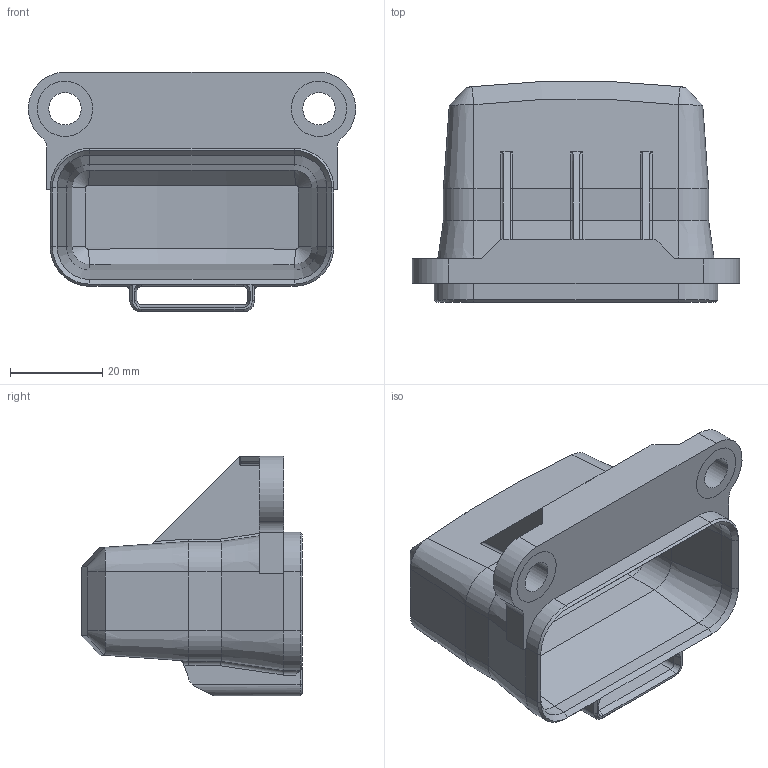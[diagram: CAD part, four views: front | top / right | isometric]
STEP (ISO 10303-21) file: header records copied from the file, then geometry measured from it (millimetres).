
FILE_DESCRIPTION((''),'2;1');
FILE_NAME('FRH-A12-CD-1_SALES_REVX1','2020-10-13T14:52:31',('20077268'),(''),'CREO PARAMETRIC BY PTC INC, 2017110','CREO PARAMETRIC BY PTC INC, 2017110','');
FILE_SCHEMA(('CONFIG_CONTROL_DESIGN'));
Length unit declared in the file: millimetre
Products named in the file (1): FRH-A12-CD-1_SALES_REVX1
Bounding box: 70.83 x 47.79 x 51.89 mm (x, y, z)
Volume: 17788.8 mm3; surface area: 22396.6 mm2
Topology: 1 solids, 1 shells, 362 faces, 861 edges, 490 vertices
Faces by surface type: plane 135, cylinder 133, cone 30, torus 30, sphere 19, bspline 15
Entity records: 11327 total; most frequent: CARTESIAN_POINT 3287, ORIENTED_EDGE 1696, DIRECTION 1603, EDGE_CURVE 848, AXIS2_PLACEMENT_3D 555, VECTOR 493, LINE 493, VERTEX_POINT 490
